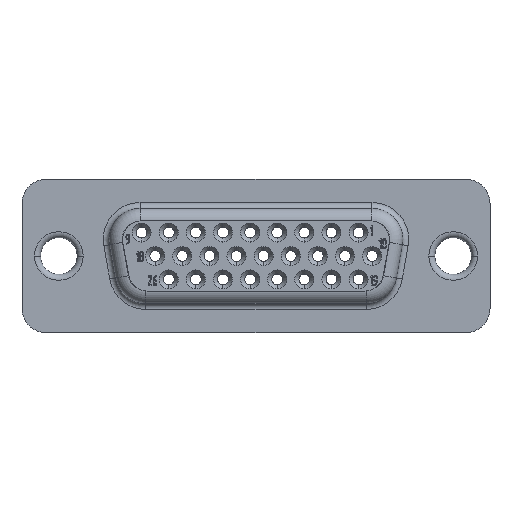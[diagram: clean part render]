
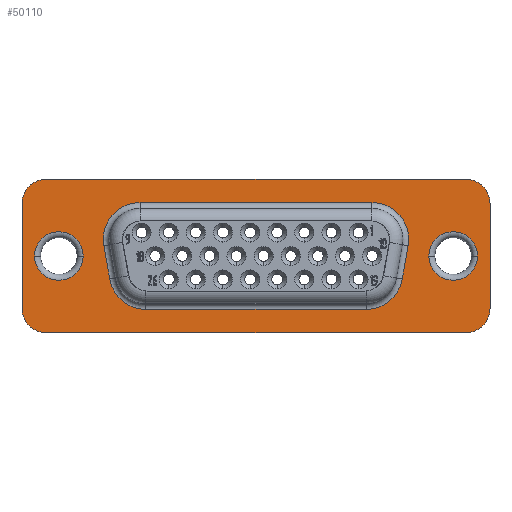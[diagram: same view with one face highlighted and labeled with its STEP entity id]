
A CAD part, front view. The second image highlights one B-rep face of the part: STEP entity #50110.
In plain terms, the highlighted face is planar.
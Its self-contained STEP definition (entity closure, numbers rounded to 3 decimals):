
#3090=CARTESIAN_POINT('',(-209.471,205.847,0.66));
#3100=VERTEX_POINT('',#3090);
#3130=CARTESIAN_POINT('',(-211.471,205.847,0.66));
#3140=DIRECTION('',(0.,0.,-1.));
#3150=DIRECTION('',(-1.,0.,0.));
#3160=AXIS2_PLACEMENT_3D('',#3130,#3140,#3150);
#3170=CIRCLE('',#3160,2.);
#3180=CARTESIAN_POINT('',(-211.471,207.847,0.66));
#3190=VERTEX_POINT('',#3180);
#3200=EDGE_CURVE('',#3190,#3100,#3170,.T.);
#4990=CARTESIAN_POINT('',(-222.401,170.327,0.66));
#5000=VERTEX_POINT('',#4990);
#5030=CARTESIAN_POINT('',(-220.401,170.327,0.66));
#5040=DIRECTION('',(0.,0.,-1.));
#5050=DIRECTION('',(-1.,0.,0.));
#5060=AXIS2_PLACEMENT_3D('',#5030,#5040,#5050);
#5070=CIRCLE('',#5060,2.);
#5080=CARTESIAN_POINT('',(-220.401,168.327,0.66));
#5090=VERTEX_POINT('',#5080);
#5100=EDGE_CURVE('',#5090,#5000,#5070,.T.);
#8610=CARTESIAN_POINT('',(-211.471,170.327,0.66));
#8620=DIRECTION('',(0.,0.,1.));
#8630=DIRECTION('',(1.,0.,0.));
#8640=AXIS2_PLACEMENT_3D('',#8610,#8620,#8630);
#8650=CIRCLE('',#8640,2.);
#8660=CARTESIAN_POINT('',(-211.471,168.327,0.66));
#8670=VERTEX_POINT('',#8660);
#8680=CARTESIAN_POINT('',(-209.471,170.327,0.66));
#8690=VERTEX_POINT('',#8680);
#8700=EDGE_CURVE('',#8670,#8690,#8650,.T.);
#9000=CARTESIAN_POINT('',(-194.125,168.327,0.66
));
#9010=DIRECTION('',(-1.,0.,0.));
#9020=VECTOR('',#9010,1.);
#9030=LINE('',#9000,#9020);
#9040=EDGE_CURVE('',#8670,#5090,#9030,.T.);
#9330=CARTESIAN_POINT('',(-194.125,207.847,0.66
));
#9340=DIRECTION('',(1.,0.,0.));
#9350=VECTOR('',#9340,1.);
#9360=LINE('',#9330,#9350);
#9370=CARTESIAN_POINT('',(-220.401,207.847,0.66));
#9380=VERTEX_POINT('',#9370);
#9390=EDGE_CURVE('',#9380,#3190,#9360,.T.);
#10020=CARTESIAN_POINT('',(-220.401,205.847,0.66));
#10030=DIRECTION('',(0.,0.,1.));
#10040=DIRECTION('',(1.,0.,0.));
#10050=AXIS2_PLACEMENT_3D('',#10020,#10030,#10040);
#10060=CIRCLE('',#10050,2.);
#10070=CARTESIAN_POINT('',(-222.401,205.847,0.66));
#10080=VERTEX_POINT('',#10070);
#10090=EDGE_CURVE('',#9380,#10080,#10060,.T.);
#14280=CARTESIAN_POINT('',(-215.936,206.787,0.66));
#14290=VERTEX_POINT('',#14280);
#14420=CARTESIAN_POINT('',(-215.936,202.687,0.66));
#14430=VERTEX_POINT('',#14420);
#14460=CARTESIAN_POINT('',(-215.936,204.737,0.66));
#14470=DIRECTION('',(0.,0.,1.));
#14480=DIRECTION('',(0.,1.,0.));
#14490=AXIS2_PLACEMENT_3D('',#14460,#14470,#14480);
#14500=CIRCLE('',#14490,2.05);
#14510=CARTESIAN_POINT('',(-217.986,204.737,0.66));
#14520=VERTEX_POINT('',#14510);
#14530=EDGE_CURVE('',#14520,#14430,#14500,.T.);
#14550=EDGE_CURVE('',#14290,#14520,#14500,.T.);
#17460=CARTESIAN_POINT('',(-209.471,175.246,
0.66));
#17470=DIRECTION('',(0.,-1.,0.));
#17480=VECTOR('',#17470,1.);
#17490=LINE('',#17460,#17480);
#17500=EDGE_CURVE('',#3100,#8690,#17490,.T.);
#19100=CARTESIAN_POINT('',(-222.401,175.246,
0.66));
#19110=DIRECTION('',(0.,1.,0.));
#19120=VECTOR('',#19110,1.);
#19130=LINE('',#19100,#19120);
#19140=EDGE_CURVE('',#5000,#10080,#19130,.T.);
#23130=CARTESIAN_POINT('',(-215.936,173.487,0.66));
#23140=VERTEX_POINT('',#23130);
#23350=CARTESIAN_POINT('',(-215.936,169.387,0.66));
#23360=VERTEX_POINT('',#23350);
#23390=CARTESIAN_POINT('',(-215.936,171.437,0.66));
#23400=DIRECTION('',(0.,0.,1.));
#23410=DIRECTION('',(0.,1.,0.));
#23420=AXIS2_PLACEMENT_3D('',#23390,#23400,#23410);
#23430=CIRCLE('',#23420,2.05);
#23440=CARTESIAN_POINT('',(-217.986,171.437,0.66));
#23450=VERTEX_POINT('',#23440);
#23460=EDGE_CURVE('',#23450,#23360,#23430,.T.);
#23480=EDGE_CURVE('',#23140,#23450,#23430,.T.);
#49140=CARTESIAN_POINT('',(-216.595,199.822,
0.66));
#49150=DIRECTION('',(0.,0.,1.));
#49160=DIRECTION('',(-1.,0.,0.));
#49170=AXIS2_PLACEMENT_3D('',#49140,#49150,#49160);
#49180=PLANE('',#49170);
#49190=ORIENTED_EDGE('',*,*,#23460,.F.);
#49200=EDGE_CURVE('',#23360,#23140,#23430,.T.);
#49210=ORIENTED_EDGE('',*,*,#49200,.F.);
#49220=ORIENTED_EDGE('',*,*,#23480,.F.);
#49230=EDGE_LOOP('',(#49220,#49210,#49190));
#49240=FACE_BOUND('',#49230,.T.);
#49250=ORIENTED_EDGE('',*,*,#14530,.F.);
#49260=EDGE_CURVE('',#14430,#14290,#14500,.T.);
#49270=ORIENTED_EDGE('',*,*,#49260,.F.);
#49280=ORIENTED_EDGE('',*,*,#14550,.F.);
#49290=EDGE_LOOP('',(#49280,#49270,#49250));
#49300=FACE_BOUND('',#49290,.T.);
#49310=CARTESIAN_POINT('',(-217.346,197.385,
0.66));
#49320=DIRECTION('',(0.,0.,-1.));
#49330=DIRECTION('',(-1.,0.,0.));
#49340=AXIS2_PLACEMENT_3D('',#49310,#49320,#49330);
#49350=CIRCLE('',#49340,3.1);
#49360=CARTESIAN_POINT('',(-220.446,197.385,0.66));
#49370=VERTEX_POINT('',#49360);
#49380=CARTESIAN_POINT('',(-217.884,200.438,
0.66));
#49390=VERTEX_POINT('',#49380);
#49400=EDGE_CURVE('',#49370,#49390,#49350,.T.);
#49410=ORIENTED_EDGE('',*,*,#49400,.T.);
#49420=CARTESIAN_POINT('',(-220.446,175.246,
0.66));
#49430=DIRECTION('',(0.,1.,0.));
#49440=VECTOR('',#49430,1.);
#49450=LINE('',#49420,#49440);
#49460=CARTESIAN_POINT('',(-220.446,178.79,0.66));
#49470=VERTEX_POINT('',#49460);
#49480=EDGE_CURVE('',#49470,#49370,#49450,.T.);
#49490=ORIENTED_EDGE('',*,*,#49480,.T.);
#49500=CARTESIAN_POINT('',(-217.346,178.79,
0.66));
#49510=DIRECTION('',(0.,0.,-1.));
#49520=DIRECTION('',(-1.,0.,0.));
#49530=AXIS2_PLACEMENT_3D('',#49500,#49510,#49520);
#49540=CIRCLE('',#49530,3.1);
#49550=CARTESIAN_POINT('',(-217.884,175.737,
0.66));
#49560=VERTEX_POINT('',#49550);
#49570=EDGE_CURVE('',#49560,#49470,#49540,.T.);
#49580=ORIENTED_EDGE('',*,*,#49570,.T.);
#49590=CARTESIAN_POINT('',(-194.125,171.547,
0.66));
#49600=DIRECTION('',(-0.985,0.174,0.));
#49610=VECTOR('',#49600,1.);
#49620=LINE('',#49590,#49610);
#49630=CARTESIAN_POINT('',(-215.064,175.239,
0.66));
#49640=VERTEX_POINT('',#49630);
#49650=EDGE_CURVE('',#49640,#49560,#49620,.T.);
#49660=ORIENTED_EDGE('',*,*,#49650,.T.);
#49670=CARTESIAN_POINT('',(-214.526,178.292,0.66));
#49680=DIRECTION('',(0.,0.,1.));
#49690=DIRECTION('',(1.,0.,0.));
#49700=AXIS2_PLACEMENT_3D('',#49670,#49680,#49690);
#49710=CIRCLE('',#49700,3.1);
#49720=CARTESIAN_POINT('',(-211.426,178.292,0.66));
#49730=VERTEX_POINT('',#49720);
#49740=EDGE_CURVE('',#49640,#49730,#49710,.T.);
#49750=ORIENTED_EDGE('',*,*,#49740,.F.);
#49760=CARTESIAN_POINT('',(-211.426,175.246,
0.66));
#49770=DIRECTION('',(0.,1.,0.));
#49780=VECTOR('',#49770,1.);
#49790=LINE('',#49760,#49780);
#49800=CARTESIAN_POINT('',(-211.426,197.882,0.66));
#49810=VERTEX_POINT('',#49800);
#49820=EDGE_CURVE('',#49730,#49810,#49790,.T.);
#49830=ORIENTED_EDGE('',*,*,#49820,.F.);
#49840=CARTESIAN_POINT('',(-214.526,197.882,0.66));
#49850=DIRECTION('',(0.,0.,1.));
#49860=DIRECTION('',(1.,0.,0.));
#49870=AXIS2_PLACEMENT_3D('',#49840,#49850,#49860);
#49880=CIRCLE('',#49870,3.1);
#49890=CARTESIAN_POINT('',(-215.064,200.935,
0.66));
#49900=VERTEX_POINT('',#49890);
#49910=EDGE_CURVE('',#49810,#49900,#49880,.T.);
#49920=ORIENTED_EDGE('',*,*,#49910,.F.);
#49930=CARTESIAN_POINT('',(-194.125,204.627,
0.66));
#49940=DIRECTION('',(0.985,0.174,0.));
#49950=VECTOR('',#49940,1.);
#49960=LINE('',#49930,#49950);
#49970=EDGE_CURVE('',#49390,#49900,#49960,.T.);
#49980=ORIENTED_EDGE('',*,*,#49970,.T.);
#49990=EDGE_LOOP('',(#49980,#49920,#49830,#49750,#49660,#49580,#49490,
#49410));
#50000=FACE_BOUND('',#49990,.T.);
#50010=ORIENTED_EDGE('',*,*,#10090,.T.);
#50020=ORIENTED_EDGE('',*,*,#9390,.F.);
#50030=ORIENTED_EDGE('',*,*,#3200,.F.);
#50040=ORIENTED_EDGE('',*,*,#17500,.F.);
#50050=ORIENTED_EDGE('',*,*,#8700,.T.);
#50060=ORIENTED_EDGE('',*,*,#9040,.F.);
#50070=ORIENTED_EDGE('',*,*,#5100,.F.);
#50080=ORIENTED_EDGE('',*,*,#19140,.F.);
#50090=EDGE_LOOP('',(#50080,#50070,#50060,#50050,#50040,#50030,#50020,
#50010));
#50100=FACE_OUTER_BOUND('',#50090,.T.);
#50110=ADVANCED_FACE('',(#49240,#49300,#50000,#50100),#49180,.T.);
